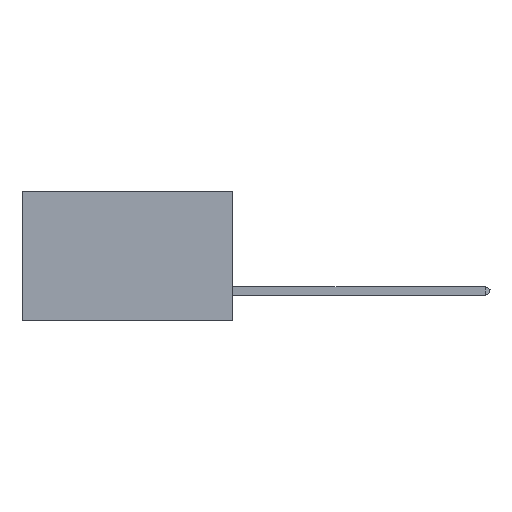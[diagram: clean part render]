
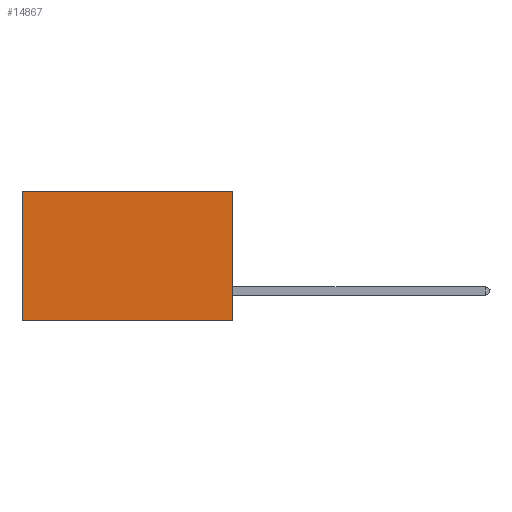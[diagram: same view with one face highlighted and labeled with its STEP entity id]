
A CAD part, left-side view. The second image highlights one B-rep face of the part: STEP entity #14867.
In plain terms, the highlighted planar face has unit normal (-1, 0, 0).
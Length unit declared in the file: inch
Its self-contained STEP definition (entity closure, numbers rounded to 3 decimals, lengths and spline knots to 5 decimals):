
#741 = ORIENTED_EDGE ( 'NONE', *, *, #10095, .F. ) ;
#836 = LINE ( 'NONE', #16517, #8744 ) ;
#1216 = DIRECTION ( 'NONE',  ( 0., 0., -1. ) ) ;
#1669 = CARTESIAN_POINT ( 'NONE',  ( 0.2875, 0.6, -0.37 ) ) ;
#2132 = CARTESIAN_POINT ( 'NONE',  ( 0.2875, 0., -0.37 ) ) ;
#3621 = VECTOR ( 'NONE', #14023, 39.37008 ) ;
#4025 = ORIENTED_EDGE ( 'NONE', *, *, #5216, .T. ) ;
#4082 = LINE ( 'NONE', #15660, #3621 ) ;
#4101 = VERTEX_POINT ( 'NONE', #2132 ) ;
#5168 = DIRECTION ( 'NONE',  ( 1., 0., 0. ) ) ;
#5216 = EDGE_CURVE ( 'NONE', #13930, #16621, #15821, .T. ) ;
#5347 = FACE_OUTER_BOUND ( 'NONE', #6708, .T. ) ;
#6708 = EDGE_LOOP ( 'NONE', ( #13752, #741, #13532, #4025 ) ) ;
#7093 = CARTESIAN_POINT ( 'NONE',  ( 0.2875, 0., 0. ) ) ;
#7806 = CARTESIAN_POINT ( 'NONE',  ( 0.2875, 0., 0. ) ) ;
#8061 = DIRECTION ( 'NONE',  ( 0., 1., 0. ) ) ;
#8744 = VECTOR ( 'NONE', #8061, 39.37008 ) ;
#10095 = EDGE_CURVE ( 'NONE', #4101, #12435, #836, .T. ) ;
#10127 = AXIS2_PLACEMENT_3D ( 'NONE', #12361, #5168, #11008 ) ;
#10889 = PLANE ( 'NONE',  #10127 ) ;
#10974 = CARTESIAN_POINT ( 'NONE',  ( 0.2875, 0.6, 0. ) ) ;
#11008 = DIRECTION ( 'NONE',  ( 0., 0., -1. ) ) ;
#11969 = VECTOR ( 'NONE', #12190, 39.37008 ) ;
#12190 = DIRECTION ( 'NONE',  ( 0., 1., 0. ) ) ;
#12361 = CARTESIAN_POINT ( 'NONE',  ( 0.2875, 0., 0. ) ) ;
#12435 = VERTEX_POINT ( 'NONE', #1669 ) ;
#12776 = EDGE_CURVE ( 'NONE', #13930, #4101, #17483, .T. ) ;
#13532 = ORIENTED_EDGE ( 'NONE', *, *, #12776, .F. ) ;
#13752 = ORIENTED_EDGE ( 'NONE', *, *, #15407, .T. ) ;
#13795 = CARTESIAN_POINT ( 'NONE',  ( 0.2875, 0., 0. ) ) ;
#13930 = VERTEX_POINT ( 'NONE', #13795 ) ;
#14023 = DIRECTION ( 'NONE',  ( 0., 0., -1. ) ) ;
#14751 = VECTOR ( 'NONE', #1216, 39.37008 ) ;
#14867 = ADVANCED_FACE ( 'NONE', ( #5347 ), #10889, .F. ) ;
#15407 = EDGE_CURVE ( 'NONE', #16621, #12435, #4082, .T. ) ;
#15660 = CARTESIAN_POINT ( 'NONE',  ( 0.2875, 0.6, 0. ) ) ;
#15821 = LINE ( 'NONE', #7806, #11969 ) ;
#16517 = CARTESIAN_POINT ( 'NONE',  ( 0.2875, 0., -0.37 ) ) ;
#16621 = VERTEX_POINT ( 'NONE', #10974 ) ;
#17483 = LINE ( 'NONE', #7093, #14751 ) ;
